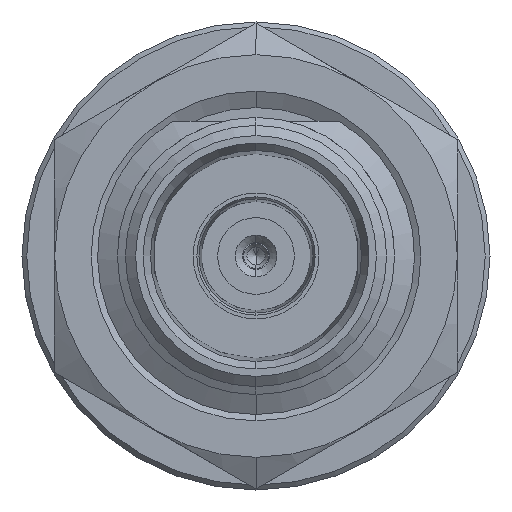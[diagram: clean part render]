
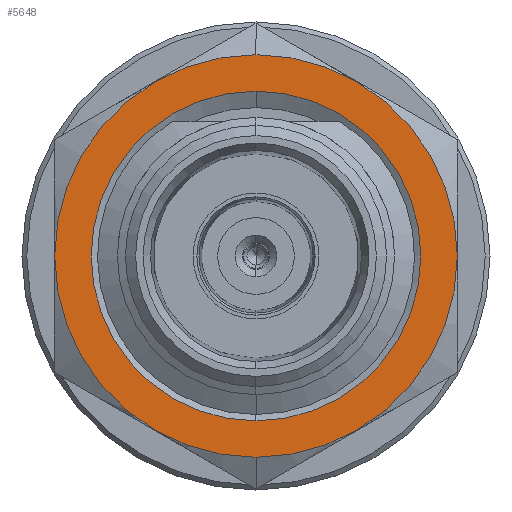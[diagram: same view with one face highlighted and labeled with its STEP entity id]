
A CAD part, left-side view. The second image highlights one B-rep face of the part: STEP entity #5648.
In plain terms, the highlighted planar face has unit normal (-1, 0, 0).
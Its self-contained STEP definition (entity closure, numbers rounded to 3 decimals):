
#86 = ORIENTED_EDGE ( 'NONE', *, *, #660, .F. ) ;
#169 = AXIS2_PLACEMENT_3D ( 'NONE', #1526, #6004, #5032 ) ;
#345 = DIRECTION ( 'NONE',  ( 1., 0., 0. ) ) ;
#660 = EDGE_CURVE ( 'NONE', #3505, #4784, #972, .T. ) ;
#972 = CIRCLE ( 'NONE', #6476, 7.996 ) ;
#1324 = CARTESIAN_POINT ( 'NONE',  ( -2.494, 0., 0. ) ) ;
#1526 = CARTESIAN_POINT ( 'NONE',  ( -2.494, 0., 0. ) ) ;
#1571 = EDGE_CURVE ( 'NONE', #3640, #5730, #3375, .T. ) ;
#1759 = CARTESIAN_POINT ( 'NONE',  ( -2.494, 0., 7.996 ) ) ;
#2092 = CARTESIAN_POINT ( 'NONE',  ( -2.494, 0., 0. ) ) ;
#2507 = FACE_OUTER_BOUND ( 'NONE', #5164, .T. ) ;
#2639 = ORIENTED_EDGE ( 'NONE', *, *, #5798, .F. ) ;
#3375 = CIRCLE ( 'NONE', #8503, 6.547 ) ;
#3505 = VERTEX_POINT ( 'NONE', #1759 ) ;
#3507 = CARTESIAN_POINT ( 'NONE',  ( -2.494, 0., -7.996 ) ) ;
#3640 = VERTEX_POINT ( 'NONE', #9230 ) ;
#3920 = CARTESIAN_POINT ( 'NONE',  ( -2.494, 0., 0. ) ) ;
#4571 = ORIENTED_EDGE ( 'NONE', *, *, #6364, .F. ) ;
#4623 = DIRECTION ( 'NONE',  ( 1., 0., 0. ) ) ;
#4784 = VERTEX_POINT ( 'NONE', #3507 ) ;
#5032 = DIRECTION ( 'NONE',  ( 0., 0., -1. ) ) ;
#5164 = EDGE_LOOP ( 'NONE', ( #2639, #86 ) ) ;
#5648 = ADVANCED_FACE ( 'NONE', ( #5950, #2507 ), #9449, .F. ) ;
#5655 = DIRECTION ( 'NONE',  ( -1., 0., 0. ) ) ;
#5730 = VERTEX_POINT ( 'NONE', #7315 ) ;
#5798 = EDGE_CURVE ( 'NONE', #4784, #3505, #9101, .T. ) ;
#5950 = FACE_BOUND ( 'NONE', #10417, .T. ) ;
#6004 = DIRECTION ( 'NONE',  ( 1., 0., 0. ) ) ;
#6364 = EDGE_CURVE ( 'NONE', #5730, #3640, #6612, .T. ) ;
#6472 = CARTESIAN_POINT ( 'NONE',  ( -2.494, 0., 0. ) ) ;
#6476 = AXIS2_PLACEMENT_3D ( 'NONE', #1324, #345, #7517 ) ;
#6612 = CIRCLE ( 'NONE', #10086, 6.547 ) ;
#6615 = DIRECTION ( 'NONE',  ( 0., 0., -1. ) ) ;
#7315 = CARTESIAN_POINT ( 'NONE',  ( -2.494, 0., -6.547 ) ) ;
#7517 = DIRECTION ( 'NONE',  ( 0., 0., -1. ) ) ;
#8175 = DIRECTION ( 'NONE',  ( 0., 0., -1. ) ) ;
#8436 = DIRECTION ( 'NONE',  ( -1., 0., 0. ) ) ;
#8503 = AXIS2_PLACEMENT_3D ( 'NONE', #6472, #5655, #10877 ) ;
#8614 = AXIS2_PLACEMENT_3D ( 'NONE', #2092, #4623, #8175 ) ;
#9101 = CIRCLE ( 'NONE', #8614, 7.996 ) ;
#9154 = ORIENTED_EDGE ( 'NONE', *, *, #1571, .F. ) ;
#9230 = CARTESIAN_POINT ( 'NONE',  ( -2.494, 0., 6.547 ) ) ;
#9449 = PLANE ( 'NONE',  #169 ) ;
#10086 = AXIS2_PLACEMENT_3D ( 'NONE', #3920, #8436, #6615 ) ;
#10417 = EDGE_LOOP ( 'NONE', ( #9154, #4571 ) ) ;
#10877 = DIRECTION ( 'NONE',  ( 0., 0., -1. ) ) ;
